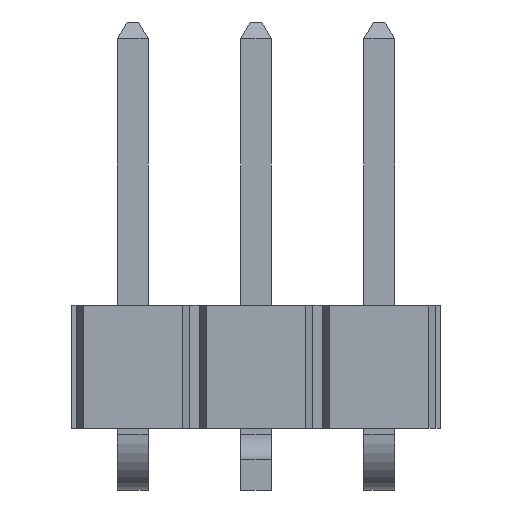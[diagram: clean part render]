
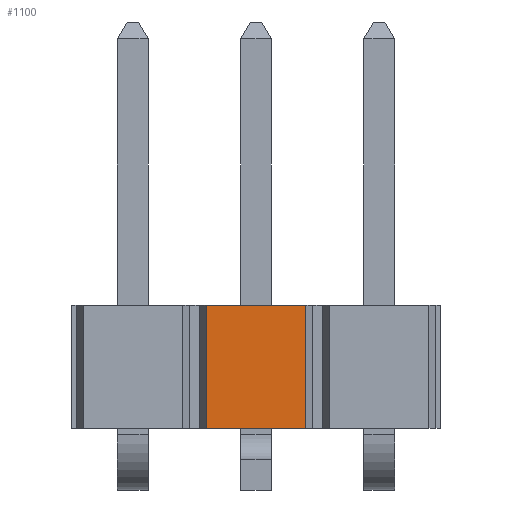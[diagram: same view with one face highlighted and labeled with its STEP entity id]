
A CAD part, front view. The second image highlights one B-rep face of the part: STEP entity #1100.
In plain terms, the highlighted planar face has unit normal (0, -1, 0).
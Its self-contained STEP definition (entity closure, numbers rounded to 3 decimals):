
#37 = VERTEX_POINT ( 'NONE', #2978 ) ;
#325 = EDGE_LOOP ( 'NONE', ( #2086, #1331, #1035, #3368 ) ) ;
#401 = VECTOR ( 'NONE', #3783, 1000. ) ;
#470 = EDGE_CURVE ( 'NONE', #37, #2164, #1039, .T. ) ;
#532 = VERTEX_POINT ( 'NONE', #725 ) ;
#725 = CARTESIAN_POINT ( 'NONE',  ( 1.026, -1.27, 3.81 ) ) ;
#812 = DIRECTION ( 'NONE',  ( -1., 0., 0. ) ) ;
#829 = CARTESIAN_POINT ( 'NONE',  ( -1.026, -1.27, 3.81 ) ) ;
#873 = CARTESIAN_POINT ( 'NONE',  ( -1.026, -1.27, 3.81 ) ) ;
#1035 = ORIENTED_EDGE ( 'NONE', *, *, #2294, .F. ) ;
#1039 = LINE ( 'NONE', #2859, #2525 ) ;
#1100 = ADVANCED_FACE ( 'NONE', ( #2715 ), #2892, .F. ) ;
#1117 = CARTESIAN_POINT ( 'NONE',  ( -1.026, -1.27, 3.81 ) ) ;
#1180 = LINE ( 'NONE', #829, #401 ) ;
#1187 = VECTOR ( 'NONE', #1490, 1000. ) ;
#1199 = CARTESIAN_POINT ( 'NONE',  ( 1.026, -1.27, 3.81 ) ) ;
#1331 = ORIENTED_EDGE ( 'NONE', *, *, #1752, .F. ) ;
#1490 = DIRECTION ( 'NONE',  ( 0., 0., -1. ) ) ;
#1573 = CARTESIAN_POINT ( 'NONE',  ( 1.026, -1.27, 1.27 ) ) ;
#1752 = EDGE_CURVE ( 'NONE', #532, #2164, #3284, .T. ) ;
#1962 = DIRECTION ( 'NONE',  ( 1., 0., 0. ) ) ;
#1976 = VECTOR ( 'NONE', #2951, 1000. ) ;
#1988 = EDGE_CURVE ( 'NONE', #3705, #37, #3574, .T. ) ;
#2086 = ORIENTED_EDGE ( 'NONE', *, *, #470, .T. ) ;
#2164 = VERTEX_POINT ( 'NONE', #1573 ) ;
#2272 = DIRECTION ( 'NONE',  ( 0., 1., 0. ) ) ;
#2294 = EDGE_CURVE ( 'NONE', #3705, #532, #1180, .T. ) ;
#2525 = VECTOR ( 'NONE', #1962, 1000. ) ;
#2665 = CARTESIAN_POINT ( 'NONE',  ( -1.026, -1.27, 3.81 ) ) ;
#2715 = FACE_OUTER_BOUND ( 'NONE', #325, .T. ) ;
#2859 = CARTESIAN_POINT ( 'NONE',  ( -1.026, -1.27, 1.27 ) ) ;
#2892 = PLANE ( 'NONE',  #3124 ) ;
#2951 = DIRECTION ( 'NONE',  ( 0., 0., -1. ) ) ;
#2978 = CARTESIAN_POINT ( 'NONE',  ( -1.026, -1.27, 1.27 ) ) ;
#3124 = AXIS2_PLACEMENT_3D ( 'NONE', #1117, #2272, #812 ) ;
#3284 = LINE ( 'NONE', #1199, #1187 ) ;
#3368 = ORIENTED_EDGE ( 'NONE', *, *, #1988, .T. ) ;
#3574 = LINE ( 'NONE', #2665, #1976 ) ;
#3705 = VERTEX_POINT ( 'NONE', #873 ) ;
#3783 = DIRECTION ( 'NONE',  ( 1., 0., 0. ) ) ;
